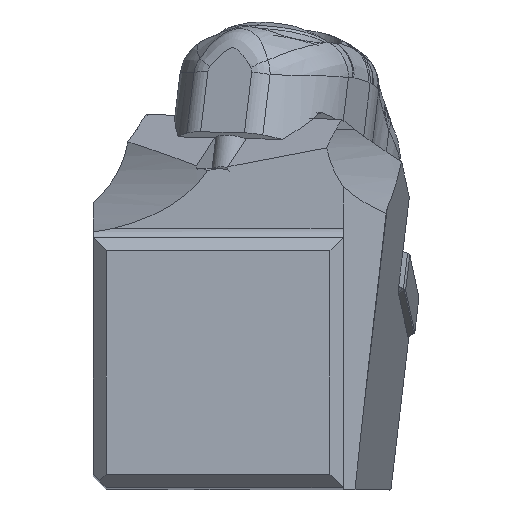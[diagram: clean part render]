
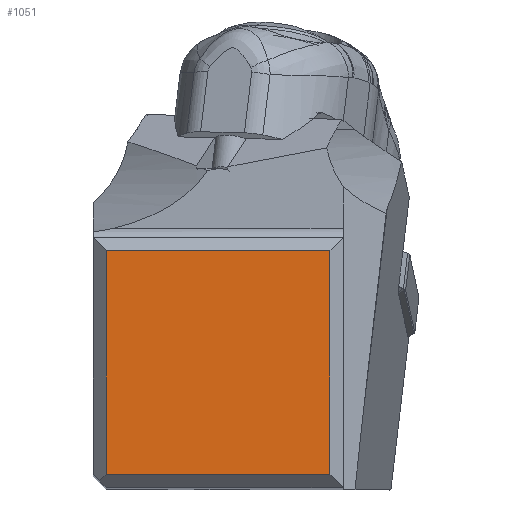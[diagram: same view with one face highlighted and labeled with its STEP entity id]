
A CAD part, top view. The second image highlights one B-rep face of the part: STEP entity #1051.
In plain terms, the highlighted planar face has unit normal (0, 0, 1).
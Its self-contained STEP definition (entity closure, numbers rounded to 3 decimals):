
#778=FACE_OUTER_BOUND('',#1466,.T.);
#1051=ADVANCED_FACE('',(#778),#1319,.T.);
#1319=PLANE('',#5182);
#1466=EDGE_LOOP('',(#1975,#1976,#1977,#1978));
#1975=ORIENTED_EDGE('',*,*,#3826,.F.);
#1976=ORIENTED_EDGE('',*,*,#3831,.T.);
#1977=ORIENTED_EDGE('',*,*,#3832,.T.);
#1978=ORIENTED_EDGE('',*,*,#3830,.F.);
#3302=VERTEX_POINT('',#7113);
#3303=VERTEX_POINT('',#7115);
#3304=VERTEX_POINT('',#7119);
#3305=VERTEX_POINT('',#7124);
#3826=EDGE_CURVE('',#3302,#3303,#4515,.T.);
#3830=EDGE_CURVE('',#3303,#3304,#4519,.T.);
#3831=EDGE_CURVE('',#3302,#3305,#4520,.T.);
#3832=EDGE_CURVE('',#3305,#3304,#4521,.T.);
#4515=LINE('',#7114,#4773);
#4519=LINE('',#7121,#4777);
#4520=LINE('',#7123,#4778);
#4521=LINE('',#7125,#4779);
#4773=VECTOR('',#5860,1.);
#4777=VECTOR('',#5866,1.);
#4778=VECTOR('',#5869,1.);
#4779=VECTOR('',#5870,1.);
#5182=AXIS2_PLACEMENT_3D('',#7126,#5871,#5872);
#5860=DIRECTION('',(1.,0.,0.));
#5866=DIRECTION('',(0.,-1.,0.));
#5869=DIRECTION('',(0.,-1.,0.));
#5870=DIRECTION('',(1.,0.,0.));
#5871=DIRECTION('',(0.,0.,1.));
#5872=DIRECTION('',(1.,0.,0.));
#7113=CARTESIAN_POINT('',(1.,18.05,0.));
#7114=CARTESIAN_POINT('',(1.,18.05,0.));
#7115=CARTESIAN_POINT('',(18.05,18.05,0.));
#7119=CARTESIAN_POINT('',(18.05,1.,0.));
#7121=CARTESIAN_POINT('',(18.05,18.05,0.));
#7123=CARTESIAN_POINT('',(1.,18.05,0.));
#7124=CARTESIAN_POINT('',(1.,1.,0.));
#7125=CARTESIAN_POINT('',(1.,1.,0.));
#7126=CARTESIAN_POINT('',(9.525,9.525,0.));
